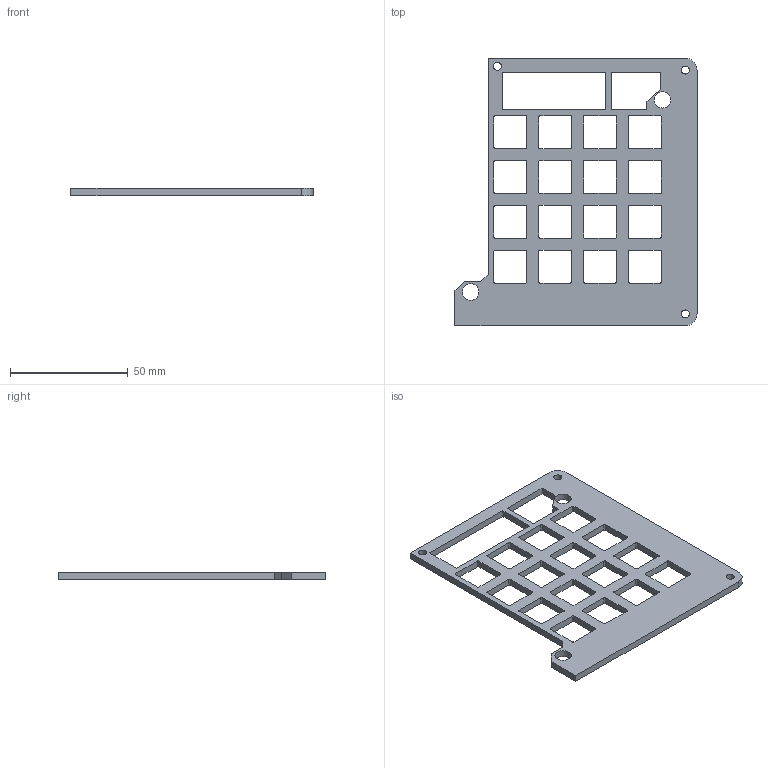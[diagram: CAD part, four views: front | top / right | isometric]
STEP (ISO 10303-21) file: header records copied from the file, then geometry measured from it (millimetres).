
FILE_DESCRIPTION(/* description */ (''),/* implementation_level */ '2;1');
FILE_NAME(/* name */ 'Layout.step',/* time_stamp */ '2024-10-19T11:58:20+02:00',/* author */ (''),/* organization */ (''),/* preprocessor_version */ 'ST-DEVELOPER v20',/* originating_system */ 'Autodesk Translation Framework v13.20.0.188',/* authorisation */ '');
FILE_SCHEMA (('AUTOMOTIVE_DESIGN { 1 0 10303 214 3 1 1 }'));
Length unit declared in the file: millimetre
Products named in the file (1): Layout
Bounding box: 102.92 x 113.72 x 3 mm (x, y, z)
Volume: 18346.3 mm3; surface area: 16952.8 mm2
Topology: 1 solids, 1 shells, 155 faces, 459 edges, 306 vertices
Faces by surface type: plane 84, cylinder 71
Full cylindrical faces by diameter (mm): 3.4 x3, 7 x2
Entity records: 5347 total; most frequent: CARTESIAN_POINT 921, ORIENTED_EDGE 918, DIRECTION 913, EDGE_CURVE 459, LINE 317, VECTOR 317, VERTEX_POINT 306, AXIS2_PLACEMENT_3D 298
